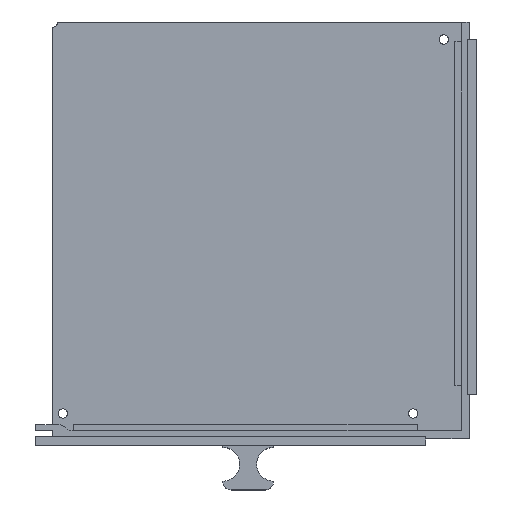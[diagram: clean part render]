
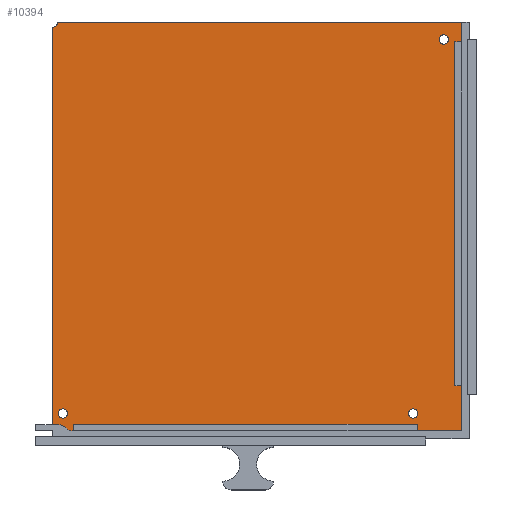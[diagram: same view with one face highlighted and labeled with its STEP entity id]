
A CAD part, top view. The second image highlights one B-rep face of the part: STEP entity #10394.
In plain terms, the highlighted planar face has unit normal (0, 0, 1).
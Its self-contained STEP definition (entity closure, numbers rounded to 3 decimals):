
#124=FACE_BOUND('',#1417,.T.);
#125=FACE_BOUND('',#1418,.T.);
#126=FACE_BOUND('',#1419,.T.);
#141=CIRCLE('',#10446,2.75);
#145=CIRCLE('',#10953,2.75);
#154=CIRCLE('',#10976,2.75);
#155=CIRCLE('',#10978,2.75);
#739=FACE_OUTER_BOUND('',#1416,.T.);
#1416=EDGE_LOOP('',(#9214,#9215,#9216,#9217,#9218,#9219,#9220));
#1417=EDGE_LOOP('',(#9221));
#1418=EDGE_LOOP('',(#9222));
#1419=EDGE_LOOP('',(#9223));
#1480=LINE('',#13721,#2841);
#1510=LINE('',#13803,#2871);
#1519=LINE('',#13821,#2880);
#2776=LINE('',#16465,#4137);
#2777=LINE('',#16467,#4138);
#2778=LINE('',#16468,#4139);
#2841=VECTOR('',#11118,10.);
#2871=VECTOR('',#11194,10.);
#2880=VECTOR('',#11211,10.);
#4137=VECTOR('',#13558,10.);
#4138=VECTOR('',#13559,10.);
#4139=VECTOR('',#13560,10.);
#4198=VERTEX_POINT('',#13718);
#4199=VERTEX_POINT('',#13720);
#4222=VERTEX_POINT('',#13777);
#4227=VERTEX_POINT('',#13800);
#4228=VERTEX_POINT('',#13802);
#5012=VERTEX_POINT('',#16270);
#5053=VERTEX_POINT('',#16381);
#5054=VERTEX_POINT('',#16385);
#5075=VERTEX_POINT('',#16464);
#5076=VERTEX_POINT('',#16466);
#5140=EDGE_CURVE('',#4198,#4199,#1480,.T.);
#5168=EDGE_CURVE('',#4222,#4222,#141,.T.);
#5180=EDGE_CURVE('',#4228,#4227,#1510,.T.);
#5190=EDGE_CURVE('',#4227,#4199,#1519,.T.);
#6368=EDGE_CURVE('',#4198,#5012,#145,.T.);
#6424=EDGE_CURVE('',#5053,#5053,#154,.T.);
#6426=EDGE_CURVE('',#5054,#5054,#155,.T.);
#6465=EDGE_CURVE('',#5075,#5012,#2776,.T.);
#6466=EDGE_CURVE('',#5076,#5075,#2777,.T.);
#6467=EDGE_CURVE('',#5076,#4228,#2778,.T.);
#9214=ORIENTED_EDGE('',*,*,#6368,.T.);
#9215=ORIENTED_EDGE('',*,*,#6465,.F.);
#9216=ORIENTED_EDGE('',*,*,#6466,.F.);
#9217=ORIENTED_EDGE('',*,*,#6467,.T.);
#9218=ORIENTED_EDGE('',*,*,#5180,.T.);
#9219=ORIENTED_EDGE('',*,*,#5190,.T.);
#9220=ORIENTED_EDGE('',*,*,#5140,.F.);
#9221=ORIENTED_EDGE('',*,*,#6424,.T.);
#9222=ORIENTED_EDGE('',*,*,#5168,.T.);
#9223=ORIENTED_EDGE('',*,*,#6426,.T.);
#9824=PLANE('',#11003);
#10394=ADVANCED_FACE('',(#739,#124,#125,#126),#9824,.T.);
#10446=AXIS2_PLACEMENT_3D('',#13779,#11167,#11168);
#10953=AXIS2_PLACEMENT_3D('',#16273,#13377,#13378);
#10976=AXIS2_PLACEMENT_3D('',#16383,#13470,#13471);
#10978=AXIS2_PLACEMENT_3D('',#16387,#13475,#13476);
#11003=AXIS2_PLACEMENT_3D('',#16463,#13556,#13557);
#11118=DIRECTION('',(1.,0.,0.));
#11167=DIRECTION('center_axis',(0.,0.,-1.));
#11168=DIRECTION('ref_axis',(1.,0.,0.));
#11194=DIRECTION('',(1.,0.,0.));
#11211=DIRECTION('',(0.,1.,0.));
#13377=DIRECTION('center_axis',(0.,0.,-1.));
#13378=DIRECTION('ref_axis',(-1.,0.,0.));
#13470=DIRECTION('center_axis',(0.,0.,-1.));
#13471=DIRECTION('ref_axis',(1.,0.,0.));
#13475=DIRECTION('center_axis',(0.,0.,-1.));
#13476=DIRECTION('ref_axis',(1.,0.,0.));
#13556=DIRECTION('center_axis',(0.,0.,1.));
#13557=DIRECTION('ref_axis',(1.,0.,0.));
#13558=DIRECTION('',(0.,1.,0.));
#13559=DIRECTION('',(-1.,0.,0.));
#13560=DIRECTION('',(0.,1.,0.));
#13718=CARTESIAN_POINT('',(242.75,240.,4.));
#13720=CARTESIAN_POINT('',(480.5,240.,4.));
#13721=CARTESIAN_POINT('',(480.,240.,4.));
#13777=CARTESIAN_POINT('',(449.25,10.,4.));
#13779=CARTESIAN_POINT('Origin',(452.,10.,4.));
#13800=CARTESIAN_POINT('',(480.5,-0.5,4.));
#13802=CARTESIAN_POINT('',(240.2,-0.5,4.));
#13803=CARTESIAN_POINT('',(360.25,-0.5,4.));
#13821=CARTESIAN_POINT('',(480.5,360.25,4.));
#16270=CARTESIAN_POINT('',(240.,237.25,4.));
#16273=CARTESIAN_POINT('Origin',(240.,240.,4.));
#16381=CARTESIAN_POINT('',(243.25,10.,4.));
#16383=CARTESIAN_POINT('Origin',(246.,10.,4.));
#16385=CARTESIAN_POINT('',(467.25,230.,4.));
#16387=CARTESIAN_POINT('Origin',(470.,230.,4.));
#16463=CARTESIAN_POINT('Origin',(240.,240.,4.));
#16464=CARTESIAN_POINT('',(240.,-1.,4.));
#16465=CARTESIAN_POINT('',(240.,240.,4.));
#16466=CARTESIAN_POINT('',(240.2,-1.,4.));
#16467=CARTESIAN_POINT('',(0.,-1.,4.));
#16468=CARTESIAN_POINT('',(240.2,240.,4.));
